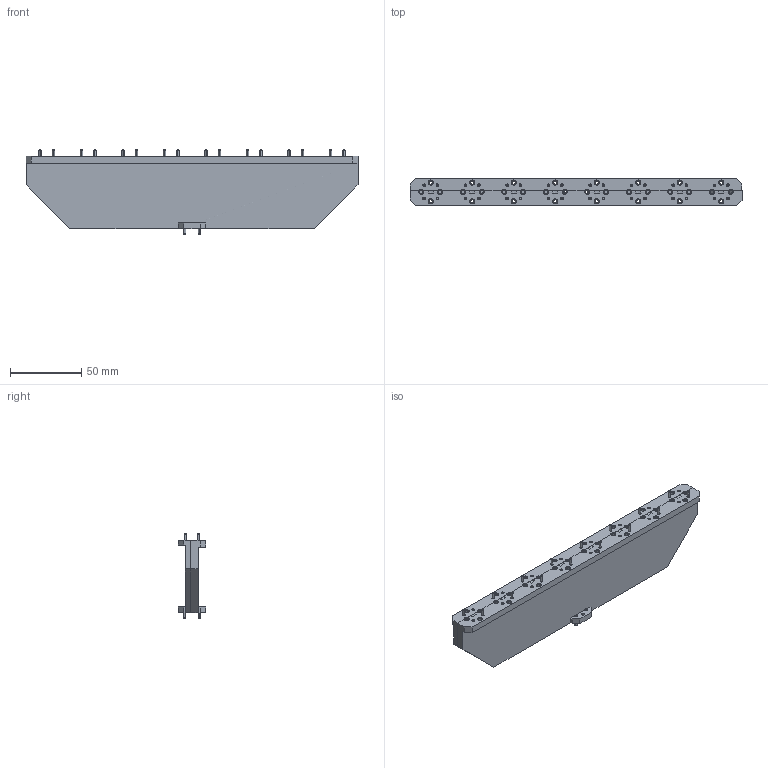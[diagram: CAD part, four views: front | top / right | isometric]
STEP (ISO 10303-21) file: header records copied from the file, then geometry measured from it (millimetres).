
FILE_DESCRIPTION (( 'STEP AP203' ), '1' );
FILE_NAME ('SWP-50366308-15-E1.STEP', '2017-08-22T19:20:22', ( '' ), ( '' ), 'SwSTEP 2.0', 'SolidWorks 2013', '' );
FILE_SCHEMA (( 'CONFIG_CONTROL_DESIGN' ));
Length unit declared in the file: inch
Products named in the file (1): SWP-50366308-15-E1
Bounding box: 233.68 x 19.05 x 59.31 mm (x, y, z)
Surface area: 44745.8 mm2 (no closed solid volume)
Topology: 0 solids, 24 shells, 523 faces, 1702 edges, 1192 vertices
Faces by surface type: cylinder 268, plane 139, cone 116
Entity records: 24504 total; most frequent: CARTESIAN_POINT 9916, ORIENTED_EDGE 3074, DIRECTION 2778, EDGE_CURVE 1702, VERTEX_POINT 1192, AXIS2_PLACEMENT_3D 1032, LINE 714, VECTOR 714
